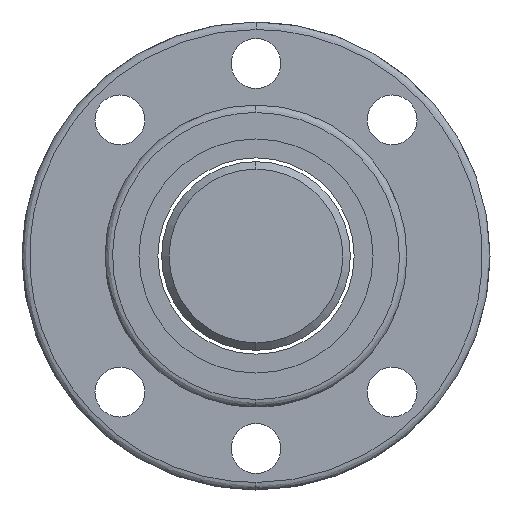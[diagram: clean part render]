
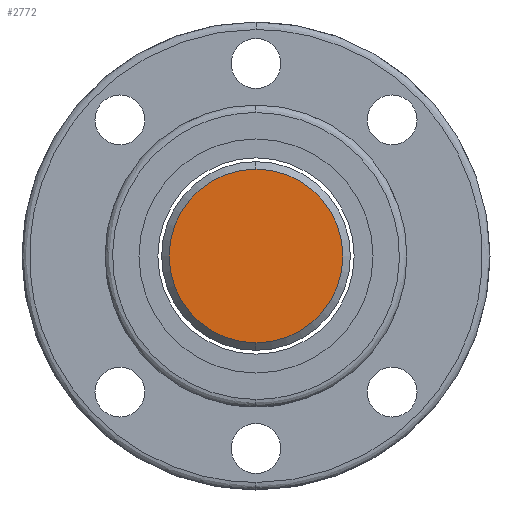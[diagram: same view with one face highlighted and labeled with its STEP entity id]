
A CAD part, left-side view. The second image highlights one B-rep face of the part: STEP entity #2772.
In plain terms, the highlighted planar face has unit normal (-1, 0, 0).
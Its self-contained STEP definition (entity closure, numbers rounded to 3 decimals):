
#2336 = ORIENTED_EDGE ( 'NONE', *, *, #24627, .F. ) ;
#2708 = CARTESIAN_POINT ( 'NONE',  ( -131., 0., -11.5 ) ) ;
#2772 = ADVANCED_FACE ( 'NONE', ( #20431 ), #16570, .F. ) ;
#2793 = AXIS2_PLACEMENT_3D ( 'NONE', #10686, #24154, #22361 ) ;
#3672 = CARTESIAN_POINT ( 'NONE',  ( -131., 0., 11.5 ) ) ;
#5541 = CARTESIAN_POINT ( 'NONE',  ( -131., 0., 0. ) ) ;
#7453 = VERTEX_POINT ( 'NONE', #3672 ) ;
#8239 = DIRECTION ( 'NONE',  ( 0., 0., -1. ) ) ;
#10686 = CARTESIAN_POINT ( 'NONE',  ( -131., 6.25, 0. ) ) ;
#10849 = EDGE_LOOP ( 'NONE', ( #2336, #12685 ) ) ;
#12685 = ORIENTED_EDGE ( 'NONE', *, *, #24779, .F. ) ;
#13066 = CIRCLE ( 'NONE', #22064, 11.5 ) ;
#13645 = AXIS2_PLACEMENT_3D ( 'NONE', #5541, #15167, #21135 ) ;
#15167 = DIRECTION ( 'NONE',  ( 1., 0., 0. ) ) ;
#16506 = CIRCLE ( 'NONE', #13645, 11.5 ) ;
#16570 = PLANE ( 'NONE',  #2793 ) ;
#16638 = VERTEX_POINT ( 'NONE', #2708 ) ;
#17512 = CARTESIAN_POINT ( 'NONE',  ( -131., 0., 0. ) ) ;
#19528 = DIRECTION ( 'NONE',  ( 1., 0., 0. ) ) ;
#20431 = FACE_OUTER_BOUND ( 'NONE', #10849, .T. ) ;
#21135 = DIRECTION ( 'NONE',  ( 0., 0., -1. ) ) ;
#22064 = AXIS2_PLACEMENT_3D ( 'NONE', #17512, #19528, #8239 ) ;
#22361 = DIRECTION ( 'NONE',  ( 0., 0., -1. ) ) ;
#24154 = DIRECTION ( 'NONE',  ( 1., 0., 0. ) ) ;
#24627 = EDGE_CURVE ( 'NONE', #16638, #7453, #16506, .T. ) ;
#24779 = EDGE_CURVE ( 'NONE', #7453, #16638, #13066, .T. ) ;
